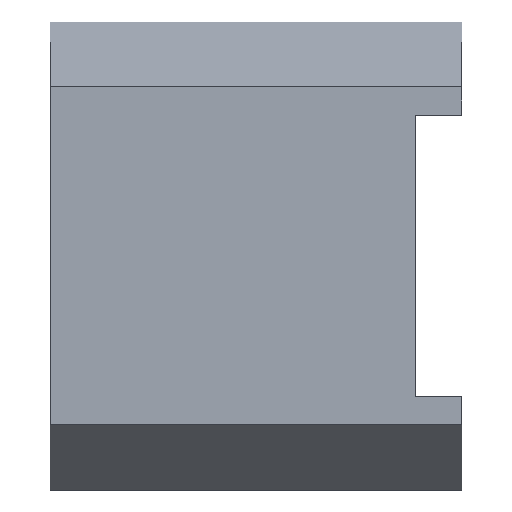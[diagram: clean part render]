
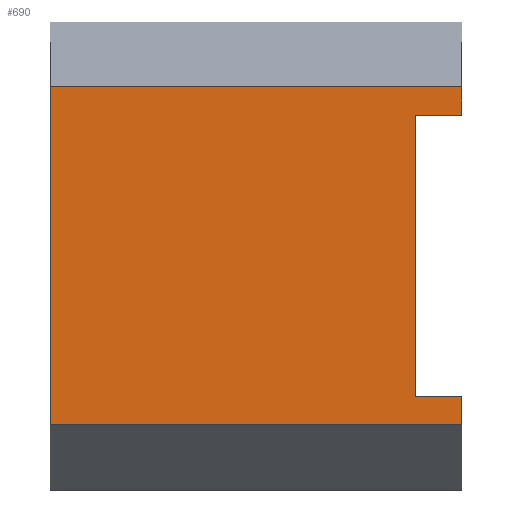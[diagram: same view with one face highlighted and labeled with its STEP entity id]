
A CAD part, top view. The second image highlights one B-rep face of the part: STEP entity #690.
In plain terms, the highlighted free-form (B-spline) face has degree [1, 1] with [2, 2] control points.
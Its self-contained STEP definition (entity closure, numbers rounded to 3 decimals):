
#313=DIRECTION('',(1.,0.,0.));
#314=VECTOR('',#313,22.);
#315=CARTESIAN_POINT('',(-19.5,16.536,3.5));
#316=LINE('',#315,#314);
#317=DIRECTION('',(0.,1.,0.));
#318=VECTOR('',#317,1.536);
#319=CARTESIAN_POINT('',(2.5,15.,3.5));
#320=LINE('',#319,#318);
#321=DIRECTION('',(1.,0.,0.));
#322=VECTOR('',#321,2.5);
#323=CARTESIAN_POINT('',(0.,15.,3.5));
#324=LINE('',#323,#322);
#325=DIRECTION('',(0.,1.,0.));
#326=VECTOR('',#325,15.);
#327=CARTESIAN_POINT('',(0.,0.,3.5));
#328=LINE('',#327,#326);
#329=DIRECTION('',(-1.,0.,0.));
#330=VECTOR('',#329,2.5);
#331=CARTESIAN_POINT('',(2.5,0.,3.5));
#332=LINE('',#331,#330);
#333=DIRECTION('',(0.,1.,0.));
#334=VECTOR('',#333,1.536);
#335=CARTESIAN_POINT('',(2.5,-1.536,3.5));
#336=LINE('',#335,#334);
#337=DIRECTION('',(1.,0.,0.));
#338=VECTOR('',#337,22.);
#339=CARTESIAN_POINT('',(-19.5,-1.536,3.5));
#340=LINE('',#339,#338);
#341=DIRECTION('',(0.,-1.,0.));
#342=VECTOR('',#341,18.072);
#343=CARTESIAN_POINT('',(-19.5,16.536,3.5));
#344=LINE('',#343,#342);
#409=CARTESIAN_POINT('',(2.5,0.,3.5));
#410=CARTESIAN_POINT('',(0.,0.,3.5));
#411=VERTEX_POINT('',#409);
#412=VERTEX_POINT('',#410);
#413=CARTESIAN_POINT('',(0.,15.,3.5));
#414=VERTEX_POINT('',#413);
#415=CARTESIAN_POINT('',(2.5,15.,3.5));
#416=VERTEX_POINT('',#415);
#433=CARTESIAN_POINT('',(-19.5,16.536,3.5));
#434=CARTESIAN_POINT('',(2.5,16.536,3.5));
#435=VERTEX_POINT('',#433);
#436=VERTEX_POINT('',#434);
#441=CARTESIAN_POINT('',(-19.5,-1.536,3.5));
#442=VERTEX_POINT('',#441);
#443=CARTESIAN_POINT('',(2.5,-1.536,3.5));
#444=VERTEX_POINT('',#443);
#671=CARTESIAN_POINT('',(-19.94,-1.897,3.5));
#672=CARTESIAN_POINT('',(-19.94,16.897,3.5));
#673=CARTESIAN_POINT('',(2.94,-1.897,3.5));
#674=CARTESIAN_POINT('',(2.94,16.897,3.5));
#675=B_SPLINE_SURFACE_WITH_KNOTS('',1,1,((#671,#672),(#673,#674)),.UNSPECIFIED.,
.F.,.F.,.F.,(2,2),(2,2),(-19.94,2.94),(-1.897,16.897),
.UNSPECIFIED.);
#677=ORIENTED_EDGE('',*,*,#676,.T.);
#679=ORIENTED_EDGE('',*,*,#678,.F.);
#681=ORIENTED_EDGE('',*,*,#680,.F.);
#682=ORIENTED_EDGE('',*,*,#606,.F.);
#684=ORIENTED_EDGE('',*,*,#683,.F.);
#685=ORIENTED_EDGE('',*,*,#646,.F.);
#686=ORIENTED_EDGE('',*,*,#663,.F.);
#687=ORIENTED_EDGE('',*,*,#496,.F.);
#688=EDGE_LOOP('',(#677,#679,#681,#682,#684,#685,#686,#687));
#689=FACE_OUTER_BOUND('',#688,.F.);
#690=ADVANCED_FACE('',(#689),#675,.T.);
#496=EDGE_CURVE('',#435,#442,#344,.T.);
#606=EDGE_CURVE('',#412,#414,#328,.T.);
#646=EDGE_CURVE('',#444,#411,#336,.T.);
#663=EDGE_CURVE('',#442,#444,#340,.T.);
#676=EDGE_CURVE('',#435,#436,#316,.T.);
#678=EDGE_CURVE('',#416,#436,#320,.T.);
#680=EDGE_CURVE('',#414,#416,#324,.T.);
#683=EDGE_CURVE('',#411,#412,#332,.T.);
